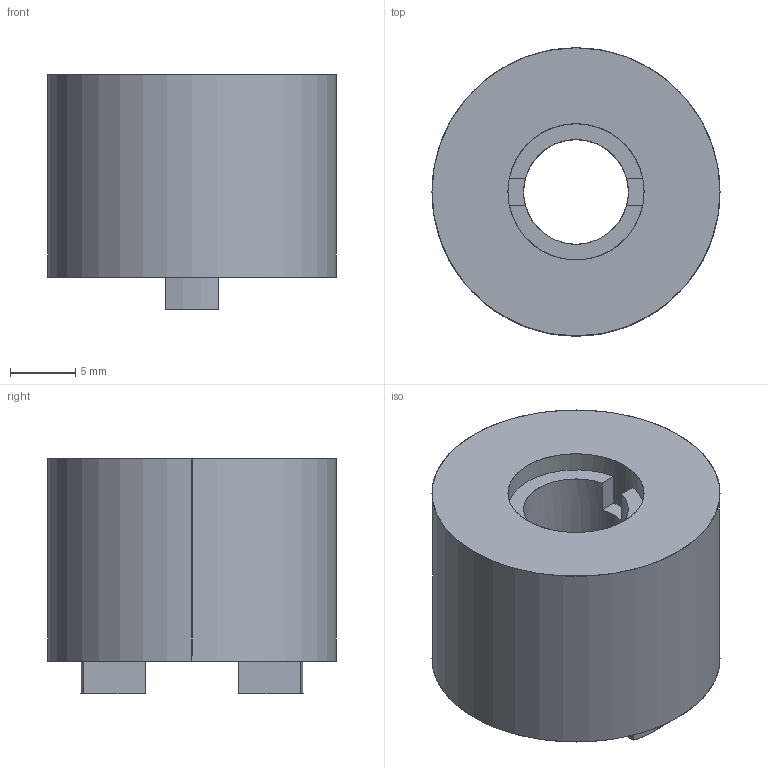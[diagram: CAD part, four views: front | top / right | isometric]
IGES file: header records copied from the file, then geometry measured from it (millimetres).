
Start section: SolidWorks IGES FILE using analytic representation for surfaces
Bounding box: 22 x 22 x 18 mm (x, y, z)
Surface area: 2233 mm2 (no closed solid volume)
Topology: 0 solids, 0 shells, 27 faces, 384 edges, 384 vertices
Faces by surface type: bspline 17, revolution 10
